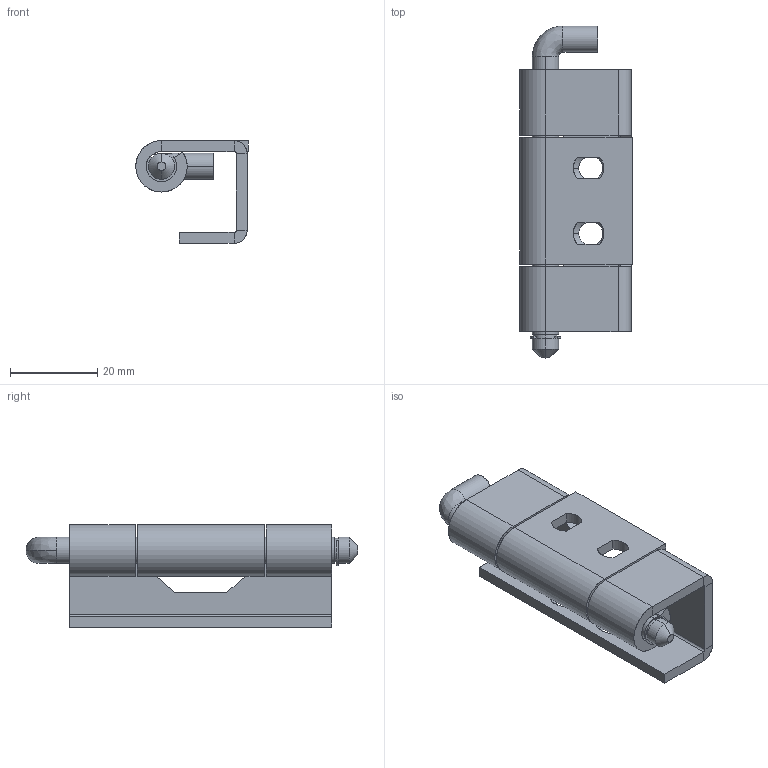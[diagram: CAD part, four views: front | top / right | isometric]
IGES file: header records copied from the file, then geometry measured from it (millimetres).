
Start section: SolidWorks IGES file using analytic representation for surfaces
Global section: file name: D-64-1 DHIM-60.IGS; native system: SolidWorks 2010; preprocessor: SolidWorks 2010; author: mdk; date: 101031.125701; units: millimetre
Bounding box: 25.75 x 76 x 23.5 mm (x, y, z)
Surface area: 10816.7 mm2 (no closed solid volume)
Topology: 0 solids, 0 shells, 93 faces, 1162 edges, 1162 vertices
Faces by surface type: bspline 51, revolution 42
